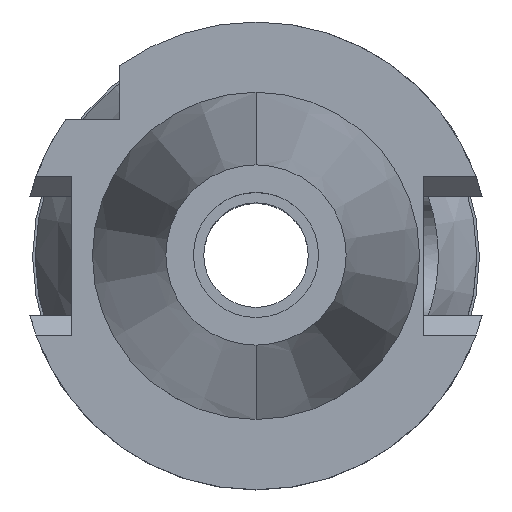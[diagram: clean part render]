
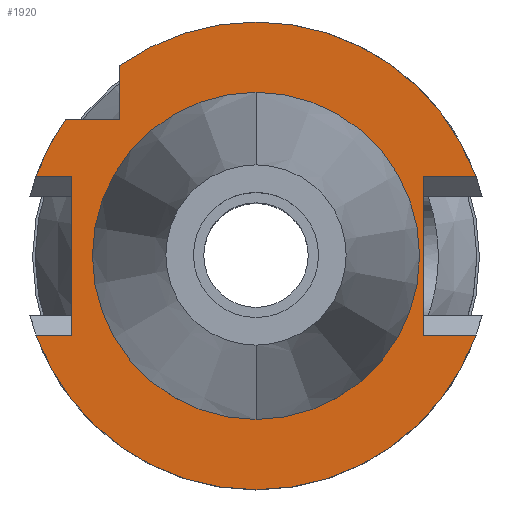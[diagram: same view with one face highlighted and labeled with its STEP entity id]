
A CAD part, top view. The second image highlights one B-rep face of the part: STEP entity #1920.
In plain terms, the highlighted planar face has unit normal (0, 0, 1).
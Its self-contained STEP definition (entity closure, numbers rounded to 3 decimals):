
#135=CARTESIAN_POINT('',(0.,0.,-1.));
#136=DIRECTION('',(0.,0.,-1.));
#137=DIRECTION('',(-0.582,0.813,0.));
#138=AXIS2_PLACEMENT_3D('',#135,#136,#137);
#143=CARTESIAN_POINT('',(0.,0.,-1.));
#144=DIRECTION('',(0.,0.,-1.));
#145=DIRECTION('',(0.,1.,0.));
#146=AXIS2_PLACEMENT_3D('',#143,#144,#145);
#151=DIRECTION('',(0.,-1.,0.));
#152=VECTOR('',#151,21.5);
#153=CARTESIAN_POINT('',(22.7,10.75,-1.));
#154=LINE('',#153,#152);
#158=DIRECTION('',(1.,0.,0.));
#159=VECTOR('',#158,7.201);
#160=CARTESIAN_POINT('',(22.7,-10.75,-1.));
#161=LINE('',#160,#159);
#165=CARTESIAN_POINT('',(0.,0.,-1.));
#166=DIRECTION('',(0.,0.,-1.));
#167=DIRECTION('',(0.941,-0.338,0.));
#168=AXIS2_PLACEMENT_3D('',#165,#166,#167);
#173=CARTESIAN_POINT('',(0.,0.,-1.));
#174=DIRECTION('',(0.,0.,-1.));
#175=DIRECTION('',(0.,-1.,0.));
#176=AXIS2_PLACEMENT_3D('',#173,#174,#175);
#181=DIRECTION('',(-1.,0.,0.));
#182=VECTOR('',#181,4.901);
#183=CARTESIAN_POINT('',(-25.,10.75,-1.));
#184=LINE('',#183,#182);
#188=CARTESIAN_POINT('',(0.,0.,-1.));
#189=DIRECTION('',(0.,0.,-1.));
#190=DIRECTION('',(-0.941,0.338,0.));
#191=AXIS2_PLACEMENT_3D('',#188,#189,#190);
#196=CARTESIAN_POINT('',(0.,0.,-1.));
#197=DIRECTION('',(0.,0.,1.));
#198=DIRECTION('',(0.,-1.,0.));
#199=AXIS2_PLACEMENT_3D('',#196,#197,#198);
#204=CARTESIAN_POINT('',(0.,0.,-1.));
#205=DIRECTION('',(0.,0.,1.));
#206=DIRECTION('',(0.,1.,0.));
#207=AXIS2_PLACEMENT_3D('',#204,#205,#206);
#229=DIRECTION('',(0.,-1.,0.));
#230=VECTOR('',#229,7.334);
#231=CARTESIAN_POINT('',(-18.5,25.834,-1.));
#232=LINE('',#231,#230);
#342=DIRECTION('',(-1.,0.,0.));
#343=VECTOR('',#342,7.334);
#344=CARTESIAN_POINT('',(-18.5,18.5,-1.));
#345=LINE('',#344,#343);
#395=DIRECTION('',(0.,-1.,0.));
#396=VECTOR('',#395,21.5);
#397=CARTESIAN_POINT('',(-25.,10.75,-1.));
#398=LINE('',#397,#396);
#572=DIRECTION('',(-1.,0.,0.));
#573=VECTOR('',#572,4.901);
#574=CARTESIAN_POINT('',(-25.,-10.75,-1.));
#575=LINE('',#574,#573);
#645=DIRECTION('',(1.,0.,0.));
#646=VECTOR('',#645,7.201);
#647=CARTESIAN_POINT('',(22.7,10.75,-1.));
#648=LINE('',#647,#646);
#1546=CARTESIAN_POINT('',(0.,22.225,-1.));
#1547=VERTEX_POINT('',#1546);
#1548=CARTESIAN_POINT('',(0.,-22.225,-1.));
#1549=VERTEX_POINT('',#1548);
#1550=CARTESIAN_POINT('',(-18.5,25.834,-1.));
#1551=CARTESIAN_POINT('',(-18.5,18.5,-1.));
#1552=VERTEX_POINT('',#1550);
#1553=VERTEX_POINT('',#1551);
#1554=CARTESIAN_POINT('',(0.,31.775,-1.));
#1555=CARTESIAN_POINT('',(29.901,10.75,-1.));
#1556=VERTEX_POINT('',#1554);
#1557=VERTEX_POINT('',#1555);
#1558=CARTESIAN_POINT('',(22.7,10.75,-1.));
#1559=VERTEX_POINT('',#1558);
#1560=CARTESIAN_POINT('',(22.7,-10.75,-1.));
#1561=VERTEX_POINT('',#1560);
#1562=CARTESIAN_POINT('',(29.901,-10.75,-1.));
#1563=VERTEX_POINT('',#1562);
#1564=CARTESIAN_POINT('',(0.,-31.775,-1.));
#1565=CARTESIAN_POINT('',(-29.901,-10.75,-1.));
#1566=VERTEX_POINT('',#1564);
#1567=VERTEX_POINT('',#1565);
#1568=CARTESIAN_POINT('',(-25.,-10.75,-1.));
#1569=VERTEX_POINT('',#1568);
#1570=CARTESIAN_POINT('',(-25.,10.75,-1.));
#1571=VERTEX_POINT('',#1570);
#1572=CARTESIAN_POINT('',(-29.901,10.75,-1.));
#1573=VERTEX_POINT('',#1572);
#1574=CARTESIAN_POINT('',(-25.834,18.5,-1.));
#1575=VERTEX_POINT('',#1574);
#1883=CARTESIAN_POINT('',(0.,0.,-1.));
#1884=DIRECTION('',(0.,0.,1.));
#1885=DIRECTION('',(0.,1.,0.));
#1886=AXIS2_PLACEMENT_3D('',#1883,#1884,#1885);
#1887=PLANE('',#1886);
#1889=ORIENTED_EDGE('',*,*,#1888,.F.);
#1891=ORIENTED_EDGE('',*,*,#1890,.T.);
#1893=ORIENTED_EDGE('',*,*,#1892,.T.);
#1895=ORIENTED_EDGE('',*,*,#1894,.F.);
#1897=ORIENTED_EDGE('',*,*,#1896,.T.);
#1899=ORIENTED_EDGE('',*,*,#1898,.T.);
#1901=ORIENTED_EDGE('',*,*,#1900,.T.);
#1903=ORIENTED_EDGE('',*,*,#1902,.T.);
#1905=ORIENTED_EDGE('',*,*,#1904,.F.);
#1907=ORIENTED_EDGE('',*,*,#1906,.F.);
#1909=ORIENTED_EDGE('',*,*,#1908,.T.);
#1911=ORIENTED_EDGE('',*,*,#1910,.T.);
#1913=ORIENTED_EDGE('',*,*,#1912,.F.);
#1914=EDGE_LOOP('',(#1889,#1891,#1893,#1895,#1897,#1899,#1901,#1903,#1905,#1907,
#1909,#1911,#1913));
#1915=FACE_OUTER_BOUND('',#1914,.F.);
#1916=ORIENTED_EDGE('',*,*,#1862,.T.);
#1917=ORIENTED_EDGE('',*,*,#1878,.T.);
#1918=EDGE_LOOP('',(#1916,#1917));
#1919=FACE_BOUND('',#1918,.F.);
#139=CIRCLE('',#138,31.775);
#147=CIRCLE('',#146,31.775);
#169=CIRCLE('',#168,31.775);
#177=CIRCLE('',#176,31.775);
#192=CIRCLE('',#191,31.775);
#200=CIRCLE('',#199,22.225);
#208=CIRCLE('',#207,22.225);
#1862=EDGE_CURVE('',#1549,#1547,#200,.T.);
#1878=EDGE_CURVE('',#1547,#1549,#208,.T.);
#1888=EDGE_CURVE('',#1552,#1553,#232,.T.);
#1890=EDGE_CURVE('',#1552,#1556,#139,.T.);
#1892=EDGE_CURVE('',#1556,#1557,#147,.T.);
#1894=EDGE_CURVE('',#1559,#1557,#648,.T.);
#1896=EDGE_CURVE('',#1559,#1561,#154,.T.);
#1898=EDGE_CURVE('',#1561,#1563,#161,.T.);
#1900=EDGE_CURVE('',#1563,#1566,#169,.T.);
#1902=EDGE_CURVE('',#1566,#1567,#177,.T.);
#1904=EDGE_CURVE('',#1569,#1567,#575,.T.);
#1906=EDGE_CURVE('',#1571,#1569,#398,.T.);
#1908=EDGE_CURVE('',#1571,#1573,#184,.T.);
#1910=EDGE_CURVE('',#1573,#1575,#192,.T.);
#1912=EDGE_CURVE('',#1553,#1575,#345,.T.);
#1920=ADVANCED_FACE('',(#1915,#1919),#1887,.T.);
